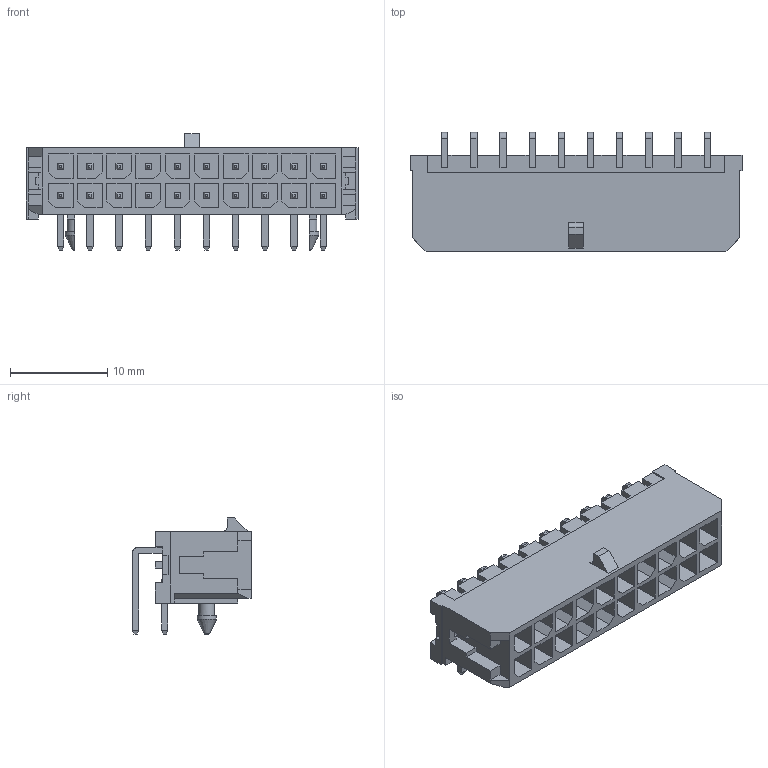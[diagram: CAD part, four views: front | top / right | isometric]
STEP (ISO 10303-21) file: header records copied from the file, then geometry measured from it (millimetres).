
FILE_DESCRIPTION(('FreeCAD Model'),'2;1');
FILE_NAME('User Library-Molex43045-2000.step', '2017-06-26T00:45:00',('kicad StepUp'),('ksu MCAD'), 'Open CASCADE STEP processor 6.8','FreeCAD','Unknown');
FILE_SCHEMA(('AUTOMOTIVE_DESIGN_CC2 { 1 2 10303 214 -1 1 5 4 }'));
Length unit declared in the file: millimetre
Products named in the file (2): ASSEMBLY; User_Library-Molex43045-2000
Assembly tree (1 placements, depth 2):
  ASSEMBLY
    User_Library-Molex43045-2000
Bounding box: 34.15 x 12.24 x 11.95 mm (x, y, z)
Volume: 1396.2 mm3; surface area: 3385.9 mm2
Topology: 1 solids, 1 shells, 851 faces, 2110 edges, 1302 vertices
Faces by surface type: plane 832, cylinder 15, bspline 2, cone 2
Entity records: 30638 total; most frequent: CARTESIAN_POINT 4774, ORIENTED_EDGE 4216, DIRECTION 3755, EDGE_CURVE 2108, LINE 2047, VECTOR 2047, VERTEX_POINT 1302, FACE_BOUND 894
